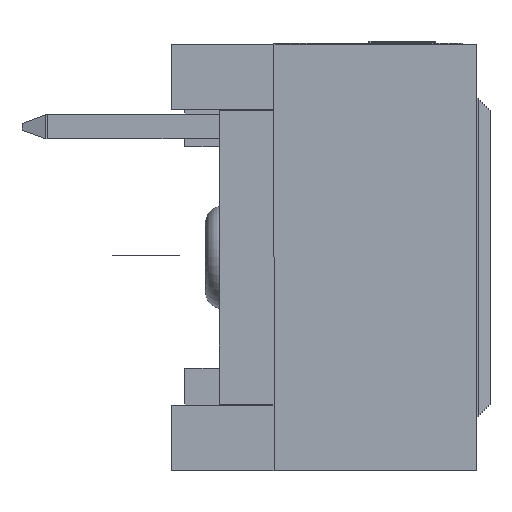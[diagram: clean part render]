
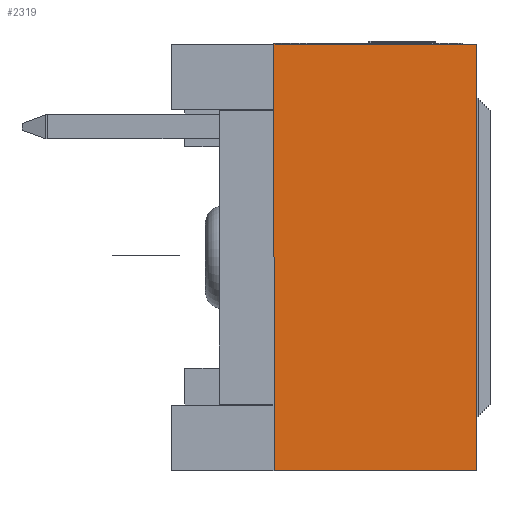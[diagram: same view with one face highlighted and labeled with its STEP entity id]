
A CAD part, left-side view. The second image highlights one B-rep face of the part: STEP entity #2319.
In plain terms, the highlighted planar face has unit normal (-1, 0, 0).
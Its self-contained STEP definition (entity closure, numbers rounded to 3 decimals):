
#295 = PLANE('',#296);
#296 = AXIS2_PLACEMENT_3D('',#297,#298,#299);
#297 = CARTESIAN_POINT('',(0.,0.,0.));
#298 = DIRECTION('',(0.,1.,0.));
#299 = DIRECTION('',(0.,0.,1.));
#449 = PLANE('',#450);
#450 = AXIS2_PLACEMENT_3D('',#451,#452,#453);
#451 = CARTESIAN_POINT('',(-12.575,0.,6.225));
#452 = DIRECTION('',(0.,0.,1.));
#453 = DIRECTION('',(1.,0.,0.));
#1083 = PLANE('',#1084);
#1084 = AXIS2_PLACEMENT_3D('',#1085,#1086,#1087);
#1085 = CARTESIAN_POINT('',(12.575,0.,-6.225));
#1086 = DIRECTION('',(0.,0.,-1.));
#1087 = DIRECTION('',(-1.,0.,0.));
#1486 = VERTEX_POINT('',#1487);
#1487 = CARTESIAN_POINT('',(-12.575,0.,-4.315));
#1513 = EDGE_CURVE('',#1486,#1514,#1516,.T.);
#1514 = VERTEX_POINT('',#1515);
#1515 = CARTESIAN_POINT('',(-12.575,0.,4.315));
#1516 = SURFACE_CURVE('',#1517,(#1521,#1528),.PCURVE_S1.);
#1517 = LINE('',#1518,#1519);
#1518 = CARTESIAN_POINT('',(-12.575,0.,-6.225));
#1519 = VECTOR('',#1520,1.);
#1520 = DIRECTION('',(0.,0.,1.));
#1521 = PCURVE('',#295,#1522);
#1522 = DEFINITIONAL_REPRESENTATION('',(#1523),#1527);
#1523 = LINE('',#1524,#1525);
#1524 = CARTESIAN_POINT('',(-6.225,-12.575));
#1525 = VECTOR('',#1526,1.);
#1526 = DIRECTION('',(1.,0.));
#1527 = ( GEOMETRIC_REPRESENTATION_CONTEXT(2) 
PARAMETRIC_REPRESENTATION_CONTEXT() REPRESENTATION_CONTEXT('2D SPACE',''
  ) );
#1528 = PCURVE('',#1529,#1534);
#1529 = PLANE('',#1530);
#1530 = AXIS2_PLACEMENT_3D('',#1531,#1532,#1533);
#1531 = CARTESIAN_POINT('',(-12.575,0.,-6.225));
#1532 = DIRECTION('',(-1.,0.,0.));
#1533 = DIRECTION('',(0.,0.,1.));
#1534 = DEFINITIONAL_REPRESENTATION('',(#1535),#1539);
#1535 = LINE('',#1536,#1537);
#1536 = CARTESIAN_POINT('',(0.,0.));
#1537 = VECTOR('',#1538,1.);
#1538 = DIRECTION('',(1.,0.));
#1539 = ( GEOMETRIC_REPRESENTATION_CONTEXT(2) 
PARAMETRIC_REPRESENTATION_CONTEXT() REPRESENTATION_CONTEXT('2D SPACE',''
  ) );
#1934 = EDGE_CURVE('',#1935,#1937,#1939,.T.);
#1935 = VERTEX_POINT('',#1936);
#1936 = CARTESIAN_POINT('',(-12.575,0.,6.225));
#1937 = VERTEX_POINT('',#1938);
#1938 = CARTESIAN_POINT('',(-12.575,-5.9,6.225));
#1939 = SURFACE_CURVE('',#1940,(#1944,#1951),.PCURVE_S1.);
#1940 = LINE('',#1941,#1942);
#1941 = CARTESIAN_POINT('',(-12.575,0.,6.225));
#1942 = VECTOR('',#1943,1.);
#1943 = DIRECTION('',(0.,-1.,0.));
#1944 = PCURVE('',#449,#1945);
#1945 = DEFINITIONAL_REPRESENTATION('',(#1946),#1950);
#1946 = LINE('',#1947,#1948);
#1947 = CARTESIAN_POINT('',(0.,0.));
#1948 = VECTOR('',#1949,1.);
#1949 = DIRECTION('',(0.,-1.));
#1950 = ( GEOMETRIC_REPRESENTATION_CONTEXT(2) 
PARAMETRIC_REPRESENTATION_CONTEXT() REPRESENTATION_CONTEXT('2D SPACE',''
  ) );
#1951 = PCURVE('',#1529,#1952);
#1952 = DEFINITIONAL_REPRESENTATION('',(#1953),#1957);
#1953 = LINE('',#1954,#1955);
#1954 = CARTESIAN_POINT('',(12.45,0.));
#1955 = VECTOR('',#1956,1.);
#1956 = DIRECTION('',(0.,-1.));
#1957 = ( GEOMETRIC_REPRESENTATION_CONTEXT(2) 
PARAMETRIC_REPRESENTATION_CONTEXT() REPRESENTATION_CONTEXT('2D SPACE',''
  ) );
#1975 = PLANE('',#1976);
#1976 = AXIS2_PLACEMENT_3D('',#1977,#1978,#1979);
#1977 = CARTESIAN_POINT('',(0.,-5.9,0.));
#1978 = DIRECTION('',(0.,1.,0.));
#1979 = DIRECTION('',(0.,0.,1.));
#2285 = PLANE('',#2286);
#2286 = AXIS2_PLACEMENT_3D('',#2287,#2288,#2289);
#2287 = CARTESIAN_POINT('',(-12.575,0.,6.225));
#2288 = DIRECTION('',(-1.,0.,0.));
#2289 = DIRECTION('',(0.,0.,-1.));
#2319 = ADVANCED_FACE('',(#2320),#1529,.T.);
#2320 = FACE_BOUND('',#2321,.T.);
#2321 = EDGE_LOOP('',(#2322,#2347,#2368,#2369,#2390,#2391));
#2322 = ORIENTED_EDGE('',*,*,#2323,.T.);
#2323 = EDGE_CURVE('',#2324,#2326,#2328,.T.);
#2324 = VERTEX_POINT('',#2325);
#2325 = CARTESIAN_POINT('',(-12.575,0.,-6.225));
#2326 = VERTEX_POINT('',#2327);
#2327 = CARTESIAN_POINT('',(-12.575,-5.9,-6.225));
#2328 = SURFACE_CURVE('',#2329,(#2333,#2340),.PCURVE_S1.);
#2329 = LINE('',#2330,#2331);
#2330 = CARTESIAN_POINT('',(-12.575,0.,-6.225));
#2331 = VECTOR('',#2332,1.);
#2332 = DIRECTION('',(0.,-1.,0.));
#2333 = PCURVE('',#1529,#2334);
#2334 = DEFINITIONAL_REPRESENTATION('',(#2335),#2339);
#2335 = LINE('',#2336,#2337);
#2336 = CARTESIAN_POINT('',(0.,0.));
#2337 = VECTOR('',#2338,1.);
#2338 = DIRECTION('',(0.,-1.));
#2339 = ( GEOMETRIC_REPRESENTATION_CONTEXT(2) 
PARAMETRIC_REPRESENTATION_CONTEXT() REPRESENTATION_CONTEXT('2D SPACE',''
  ) );
#2340 = PCURVE('',#1083,#2341);
#2341 = DEFINITIONAL_REPRESENTATION('',(#2342),#2346);
#2342 = LINE('',#2343,#2344);
#2343 = CARTESIAN_POINT('',(25.15,0.));
#2344 = VECTOR('',#2345,1.);
#2345 = DIRECTION('',(0.,-1.));
#2346 = ( GEOMETRIC_REPRESENTATION_CONTEXT(2) 
PARAMETRIC_REPRESENTATION_CONTEXT() REPRESENTATION_CONTEXT('2D SPACE',''
  ) );
#2347 = ORIENTED_EDGE('',*,*,#2348,.T.);
#2348 = EDGE_CURVE('',#2326,#1937,#2349,.T.);
#2349 = SURFACE_CURVE('',#2350,(#2354,#2361),.PCURVE_S1.);
#2350 = LINE('',#2351,#2352);
#2351 = CARTESIAN_POINT('',(-12.575,-5.9,-6.225));
#2352 = VECTOR('',#2353,1.);
#2353 = DIRECTION('',(0.,0.,1.));
#2354 = PCURVE('',#1529,#2355);
#2355 = DEFINITIONAL_REPRESENTATION('',(#2356),#2360);
#2356 = LINE('',#2357,#2358);
#2357 = CARTESIAN_POINT('',(0.,-5.9));
#2358 = VECTOR('',#2359,1.);
#2359 = DIRECTION('',(1.,0.));
#2360 = ( GEOMETRIC_REPRESENTATION_CONTEXT(2) 
PARAMETRIC_REPRESENTATION_CONTEXT() REPRESENTATION_CONTEXT('2D SPACE',''
  ) );
#2361 = PCURVE('',#1975,#2362);
#2362 = DEFINITIONAL_REPRESENTATION('',(#2363),#2367);
#2363 = LINE('',#2364,#2365);
#2364 = CARTESIAN_POINT('',(-6.225,-12.575));
#2365 = VECTOR('',#2366,1.);
#2366 = DIRECTION('',(1.,0.));
#2367 = ( GEOMETRIC_REPRESENTATION_CONTEXT(2) 
PARAMETRIC_REPRESENTATION_CONTEXT() REPRESENTATION_CONTEXT('2D SPACE',''
  ) );
#2368 = ORIENTED_EDGE('',*,*,#1934,.F.);
#2369 = ORIENTED_EDGE('',*,*,#2370,.F.);
#2370 = EDGE_CURVE('',#1514,#1935,#2371,.T.);
#2371 = SURFACE_CURVE('',#2372,(#2376,#2383),.PCURVE_S1.);
#2372 = LINE('',#2373,#2374);
#2373 = CARTESIAN_POINT('',(-12.575,0.,-6.225));
#2374 = VECTOR('',#2375,1.);
#2375 = DIRECTION('',(0.,0.,1.));
#2376 = PCURVE('',#1529,#2377);
#2377 = DEFINITIONAL_REPRESENTATION('',(#2378),#2382);
#2378 = LINE('',#2379,#2380);
#2379 = CARTESIAN_POINT('',(0.,0.));
#2380 = VECTOR('',#2381,1.);
#2381 = DIRECTION('',(1.,0.));
#2382 = ( GEOMETRIC_REPRESENTATION_CONTEXT(2) 
PARAMETRIC_REPRESENTATION_CONTEXT() REPRESENTATION_CONTEXT('2D SPACE',''
  ) );
#2383 = PCURVE('',#2285,#2384);
#2384 = DEFINITIONAL_REPRESENTATION('',(#2385),#2389);
#2385 = LINE('',#2386,#2387);
#2386 = CARTESIAN_POINT('',(12.45,0.));
#2387 = VECTOR('',#2388,1.);
#2388 = DIRECTION('',(-1.,0.));
#2389 = ( GEOMETRIC_REPRESENTATION_CONTEXT(2) 
PARAMETRIC_REPRESENTATION_CONTEXT() REPRESENTATION_CONTEXT('2D SPACE',''
  ) );
#2390 = ORIENTED_EDGE('',*,*,#1513,.F.);
#2391 = ORIENTED_EDGE('',*,*,#2392,.F.);
#2392 = EDGE_CURVE('',#2324,#1486,#2393,.T.);
#2393 = SURFACE_CURVE('',#2394,(#2398,#2405),.PCURVE_S1.);
#2394 = LINE('',#2395,#2396);
#2395 = CARTESIAN_POINT('',(-12.575,0.,-6.225));
#2396 = VECTOR('',#2397,1.);
#2397 = DIRECTION('',(0.,0.,1.));
#2398 = PCURVE('',#1529,#2399);
#2399 = DEFINITIONAL_REPRESENTATION('',(#2400),#2404);
#2400 = LINE('',#2401,#2402);
#2401 = CARTESIAN_POINT('',(0.,0.));
#2402 = VECTOR('',#2403,1.);
#2403 = DIRECTION('',(1.,0.));
#2404 = ( GEOMETRIC_REPRESENTATION_CONTEXT(2) 
PARAMETRIC_REPRESENTATION_CONTEXT() REPRESENTATION_CONTEXT('2D SPACE',''
  ) );
#2405 = PCURVE('',#2406,#2411);
#2406 = PLANE('',#2407);
#2407 = AXIS2_PLACEMENT_3D('',#2408,#2409,#2410);
#2408 = CARTESIAN_POINT('',(-12.575,0.,-6.225));
#2409 = DIRECTION('',(1.,0.,0.));
#2410 = DIRECTION('',(0.,0.,1.));
#2411 = DEFINITIONAL_REPRESENTATION('',(#2412),#2416);
#2412 = LINE('',#2413,#2414);
#2413 = CARTESIAN_POINT('',(0.,0.));
#2414 = VECTOR('',#2415,1.);
#2415 = DIRECTION('',(1.,0.));
#2416 = ( GEOMETRIC_REPRESENTATION_CONTEXT(2) 
PARAMETRIC_REPRESENTATION_CONTEXT() REPRESENTATION_CONTEXT('2D SPACE',''
  ) );
